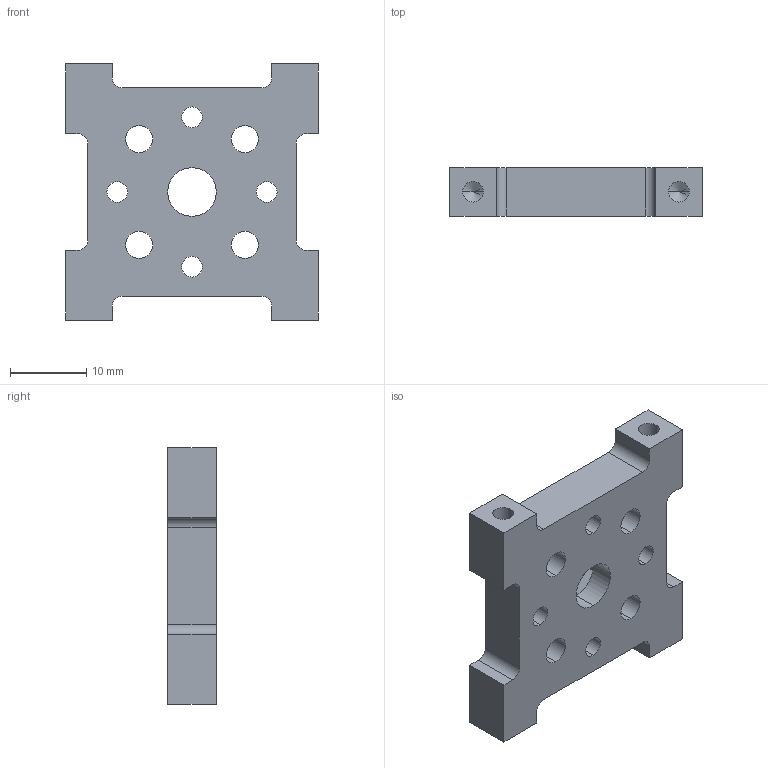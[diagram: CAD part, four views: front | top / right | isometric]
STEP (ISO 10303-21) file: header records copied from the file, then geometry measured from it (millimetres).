
FILE_DESCRIPTION (( 'STEP AP203' ), '1' );
FILE_NAME ('545452.STEP', '2014-07-11T16:34:47', ( 'Kyle' ), ( 'Microsoft' ), 'SwSTEP 2.0', 'SolidWorks 2014', '' );
FILE_SCHEMA (( 'CONFIG_CONTROL_DESIGN' ));
Length unit declared in the file: inch
Products named in the file (1): 545452
Bounding box: 33.02 x 6.35 x 33.53 mm (x, y, z)
Volume: 4645.7 mm3; surface area: 3514.9 mm2
Topology: 1 solids, 1 shells, 71 faces, 196 edges, 124 vertices
Faces by surface type: cylinder 34, plane 29, cone 8
Entity records: 2333 total; most frequent: DIRECTION 400, CARTESIAN_POINT 384, ORIENTED_EDGE 376, EDGE_CURVE 188, AXIS2_PLACEMENT_3D 140, VERTEX_POINT 124, VECTOR 120, LINE 120
